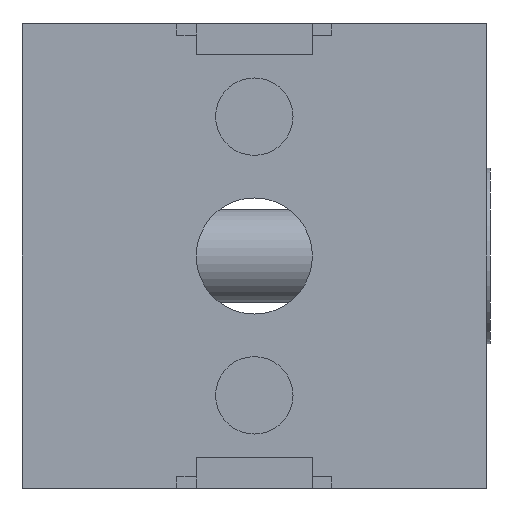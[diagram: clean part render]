
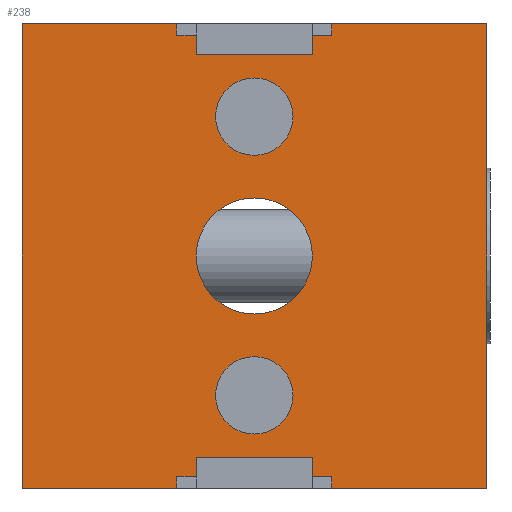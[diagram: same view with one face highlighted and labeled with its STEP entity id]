
A CAD part, front view. The second image highlights one B-rep face of the part: STEP entity #238.
In plain terms, the highlighted planar face has unit normal (0, -1, 0).
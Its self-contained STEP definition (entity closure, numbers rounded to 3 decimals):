
#238=ADVANCED_FACE('',(#1131,#1133,#1135,#1137),#1139,.T.);
#1131=FACE_BOUND('',#1132,.T.);
#1132=EDGE_LOOP('',(#1877,#1878,#1879,#1880,#1881,#1882,#1883,#1884,#1885,#1886,
#1887,#1888,#1889,#1890,#1891,#1892,#1893,#1894,#1895,#1896));
#1133=FACE_BOUND('',#1134,.T.);
#1134=EDGE_LOOP('',(#1897));
#1135=FACE_BOUND('',#1136,.T.);
#1136=EDGE_LOOP('',(#1898));
#1137=FACE_BOUND('',#1138,.T.);
#1138=EDGE_LOOP('',(#1899));
#1139=PLANE('',#1140);
#1140=AXIS2_PLACEMENT_3D('',#1141,#1142,#1143);
#1141=CARTESIAN_POINT('',(-15.,0.,-15.));
#1142=DIRECTION('',(0.,-1.,0.));
#1143=DIRECTION('',(1.,0.,0.));
#1877=ORIENTED_EDGE('',*,*,#2365,.F.);
#1878=ORIENTED_EDGE('',*,*,#2366,.T.);
#1879=ORIENTED_EDGE('',*,*,#2367,.T.);
#1880=ORIENTED_EDGE('',*,*,#2368,.T.);
#1881=ORIENTED_EDGE('',*,*,#2369,.T.);
#1882=ORIENTED_EDGE('',*,*,#2370,.T.);
#1883=ORIENTED_EDGE('',*,*,#2371,.F.);
#1884=ORIENTED_EDGE('',*,*,#2372,.T.);
#1885=ORIENTED_EDGE('',*,*,#2373,.T.);
#1886=ORIENTED_EDGE('',*,*,#2374,.F.);
#1887=ORIENTED_EDGE('',*,*,#2375,.F.);
#1888=ORIENTED_EDGE('',*,*,#2376,.T.);
#1889=ORIENTED_EDGE('',*,*,#2377,.T.);
#1890=ORIENTED_EDGE('',*,*,#2378,.T.);
#1891=ORIENTED_EDGE('',*,*,#2379,.T.);
#1892=ORIENTED_EDGE('',*,*,#2380,.T.);
#1893=ORIENTED_EDGE('',*,*,#2381,.F.);
#1894=ORIENTED_EDGE('',*,*,#2382,.F.);
#1895=ORIENTED_EDGE('',*,*,#2383,.F.);
#1896=ORIENTED_EDGE('',*,*,#2384,.T.);
#1897=ORIENTED_EDGE('',*,*,#2385,.F.);
#1898=ORIENTED_EDGE('',*,*,#2386,.F.);
#1899=ORIENTED_EDGE('',*,*,#2387,.F.);
#2365=EDGE_CURVE('',#2609,#2610,#2611,.T.);
#2366=EDGE_CURVE('',#2609,#2612,#2613,.T.);
#2367=EDGE_CURVE('',#2612,#2614,#2615,.T.);
#2368=EDGE_CURVE('',#2614,#2616,#2617,.T.);
#2369=EDGE_CURVE('',#2616,#2618,#2619,.T.);
#2370=EDGE_CURVE('',#2618,#2620,#2621,.T.);
#2371=EDGE_CURVE('',#2622,#2620,#2623,.T.);
#2372=EDGE_CURVE('',#2622,#2624,#2625,.T.);
#2373=EDGE_CURVE('',#2624,#2626,#2627,.T.);
#2374=EDGE_CURVE('',#2628,#2626,#2629,.T.);
#2375=EDGE_CURVE('',#2630,#2628,#2631,.T.);
#2376=EDGE_CURVE('',#2630,#2632,#2633,.T.);
#2377=EDGE_CURVE('',#2632,#2634,#2635,.T.);
#2378=EDGE_CURVE('',#2634,#2636,#2637,.T.);
#2379=EDGE_CURVE('',#2636,#2638,#2639,.T.);
#2380=EDGE_CURVE('',#2638,#2640,#2641,.T.);
#2381=EDGE_CURVE('',#2642,#2640,#2643,.T.);
#2382=EDGE_CURVE('',#2644,#2642,#2645,.T.);
#2383=EDGE_CURVE('',#2646,#2644,#2647,.T.);
#2384=EDGE_CURVE('',#2646,#2610,#2648,.T.);
#2385=EDGE_CURVE('',#2649,#2649,#2650,.F.);
#2386=EDGE_CURVE('',#2651,#2651,#2652,.F.);
#2387=EDGE_CURVE('',#2653,#2653,#2654,.F.);
#2609=VERTEX_POINT('',#3019);
#2610=VERTEX_POINT('',#3020);
#2611=LINE('',#3021,#3022);
#2612=VERTEX_POINT('',#3024);
#2613=LINE('',#3025,#3026);
#2614=VERTEX_POINT('',#3028);
#2615=LINE('',#3029,#3030);
#2616=VERTEX_POINT('',#3032);
#2617=LINE('',#3033,#3034);
#2618=VERTEX_POINT('',#3036);
#2619=LINE('',#3037,#3038);
#2620=VERTEX_POINT('',#3040);
#2621=LINE('',#3041,#3042);
#2622=VERTEX_POINT('',#3044);
#2623=LINE('',#3045,#3046);
#2624=VERTEX_POINT('',#3048);
#2625=LINE('',#3049,#3050);
#2626=VERTEX_POINT('',#3052);
#2627=LINE('',#3053,#3054);
#2628=VERTEX_POINT('',#3056);
#2629=LINE('',#3057,#3058);
#2630=VERTEX_POINT('',#3060);
#2631=LINE('',#3061,#3062);
#2632=VERTEX_POINT('',#3064);
#2633=LINE('',#3065,#3066);
#2634=VERTEX_POINT('',#3068);
#2635=LINE('',#3069,#3070);
#2636=VERTEX_POINT('',#3072);
#2637=LINE('',#3073,#3074);
#2638=VERTEX_POINT('',#3076);
#2639=LINE('',#3077,#3078);
#2640=VERTEX_POINT('',#3080);
#2641=LINE('',#3081,#3082);
#2642=VERTEX_POINT('',#3084);
#2643=LINE('',#3085,#3086);
#2644=VERTEX_POINT('',#3088);
#2645=LINE('',#3089,#3090);
#2646=VERTEX_POINT('',#3092);
#2647=LINE('',#3093,#3094);
#2648=LINE('',#3096,#3097);
#2649=VERTEX_POINT('',#3099);
#2650=CIRCLE('',#3100,3.75);
#2651=VERTEX_POINT('',#3104);
#2652=CIRCLE('',#3105,2.5);
#2653=VERTEX_POINT('',#3109);
#2654=CIRCLE('',#3110,2.5);
#3019=CARTESIAN_POINT('',(-5.,0.,-14.25));
#3020=CARTESIAN_POINT('',(-5.,0.,-15.));
#3021=CARTESIAN_POINT('',(-5.,0.,-14.25));
#3022=VECTOR('',#3023,1.);
#3023=DIRECTION('',(0.,0.,-1.));
#3024=CARTESIAN_POINT('',(-3.75,0.,-14.25));
#3025=CARTESIAN_POINT('',(-5.,0.,-14.25));
#3026=VECTOR('',#3027,1.);
#3027=DIRECTION('',(1.,0.,0.));
#3028=CARTESIAN_POINT('',(-3.75,0.,-13.));
#3029=CARTESIAN_POINT('',(-3.75,0.,-14.25));
#3030=VECTOR('',#3031,1.);
#3031=DIRECTION('',(0.,0.,1.));
#3032=CARTESIAN_POINT('',(3.75,0.,-13.));
#3033=CARTESIAN_POINT('',(-3.75,0.,-13.));
#3034=VECTOR('',#3035,1.);
#3035=DIRECTION('',(1.,0.,0.));
#3036=CARTESIAN_POINT('',(3.75,0.,-14.25));
#3037=CARTESIAN_POINT('',(3.75,0.,-13.));
#3038=VECTOR('',#3039,1.);
#3039=DIRECTION('',(0.,0.,-1.));
#3040=CARTESIAN_POINT('',(5.,0.,-14.25));
#3041=CARTESIAN_POINT('',(3.75,0.,-14.25));
#3042=VECTOR('',#3043,1.);
#3043=DIRECTION('',(1.,0.,0.));
#3044=CARTESIAN_POINT('',(5.,0.,-15.));
#3045=CARTESIAN_POINT('',(5.,0.,-15.));
#3046=VECTOR('',#3047,1.);
#3047=DIRECTION('',(0.,0.,1.));
#3048=CARTESIAN_POINT('',(15.,0.,-15.));
#3049=CARTESIAN_POINT('',(5.,0.,-15.));
#3050=VECTOR('',#3051,1.);
#3051=DIRECTION('',(1.,0.,0.));
#3052=CARTESIAN_POINT('',(15.,0.,15.));
#3053=CARTESIAN_POINT('',(15.,0.,-15.));
#3054=VECTOR('',#3055,1.);
#3055=DIRECTION('',(0.,0.,1.));
#3056=CARTESIAN_POINT('',(5.,0.,15.));
#3057=CARTESIAN_POINT('',(5.,0.,15.));
#3058=VECTOR('',#3059,1.);
#3059=DIRECTION('',(1.,0.,0.));
#3060=CARTESIAN_POINT('',(5.,0.,14.25));
#3061=CARTESIAN_POINT('',(5.,0.,14.25));
#3062=VECTOR('',#3063,1.);
#3063=DIRECTION('',(0.,0.,1.));
#3064=CARTESIAN_POINT('',(3.75,0.,14.25));
#3065=CARTESIAN_POINT('',(5.,0.,14.25));
#3066=VECTOR('',#3067,1.);
#3067=DIRECTION('',(-1.,0.,0.));
#3068=CARTESIAN_POINT('',(3.75,0.,13.));
#3069=CARTESIAN_POINT('',(3.75,0.,14.25));
#3070=VECTOR('',#3071,1.);
#3071=DIRECTION('',(0.,0.,-1.));
#3072=CARTESIAN_POINT('',(-3.75,0.,13.));
#3073=CARTESIAN_POINT('',(3.75,0.,13.));
#3074=VECTOR('',#3075,1.);
#3075=DIRECTION('',(-1.,0.,0.));
#3076=CARTESIAN_POINT('',(-3.75,0.,14.25));
#3077=CARTESIAN_POINT('',(-3.75,0.,13.));
#3078=VECTOR('',#3079,1.);
#3079=DIRECTION('',(0.,0.,1.));
#3080=CARTESIAN_POINT('',(-5.,0.,14.25));
#3081=CARTESIAN_POINT('',(-3.75,0.,14.25));
#3082=VECTOR('',#3083,1.);
#3083=DIRECTION('',(-1.,0.,0.));
#3084=CARTESIAN_POINT('',(-5.,0.,15.));
#3085=CARTESIAN_POINT('',(-5.,0.,15.));
#3086=VECTOR('',#3087,1.);
#3087=DIRECTION('',(0.,0.,-1.));
#3088=CARTESIAN_POINT('',(-15.,0.,15.));
#3089=CARTESIAN_POINT('',(-15.,0.,15.));
#3090=VECTOR('',#3091,1.);
#3091=DIRECTION('',(1.,0.,0.));
#3092=CARTESIAN_POINT('',(-15.,0.,-15.));
#3093=CARTESIAN_POINT('',(-15.,0.,-15.));
#3094=VECTOR('',#3095,1.);
#3095=DIRECTION('',(0.,0.,1.));
#3096=CARTESIAN_POINT('',(-15.,0.,-15.));
#3097=VECTOR('',#3098,1.);
#3098=DIRECTION('',(1.,0.,0.));
#3099=CARTESIAN_POINT('',(3.75,0.,0.));
#3100=AXIS2_PLACEMENT_3D('',#3101,#3102,#3103);
#3101=CARTESIAN_POINT('',(0.,0.,0.));
#3102=DIRECTION('',(-0.,1.,-0.));
#3103=DIRECTION('',(1.,0.,0.));
#3104=CARTESIAN_POINT('',(2.5,0.,9.));
#3105=AXIS2_PLACEMENT_3D('',#3106,#3107,#3108);
#3106=CARTESIAN_POINT('',(0.,0.,9.));
#3107=DIRECTION('',(-0.,1.,-0.));
#3108=DIRECTION('',(1.,0.,0.));
#3109=CARTESIAN_POINT('',(2.5,0.,-9.));
#3110=AXIS2_PLACEMENT_3D('',#3111,#3112,#3113);
#3111=CARTESIAN_POINT('',(0.,0.,-9.));
#3112=DIRECTION('',(-0.,1.,-0.));
#3113=DIRECTION('',(1.,0.,0.));
